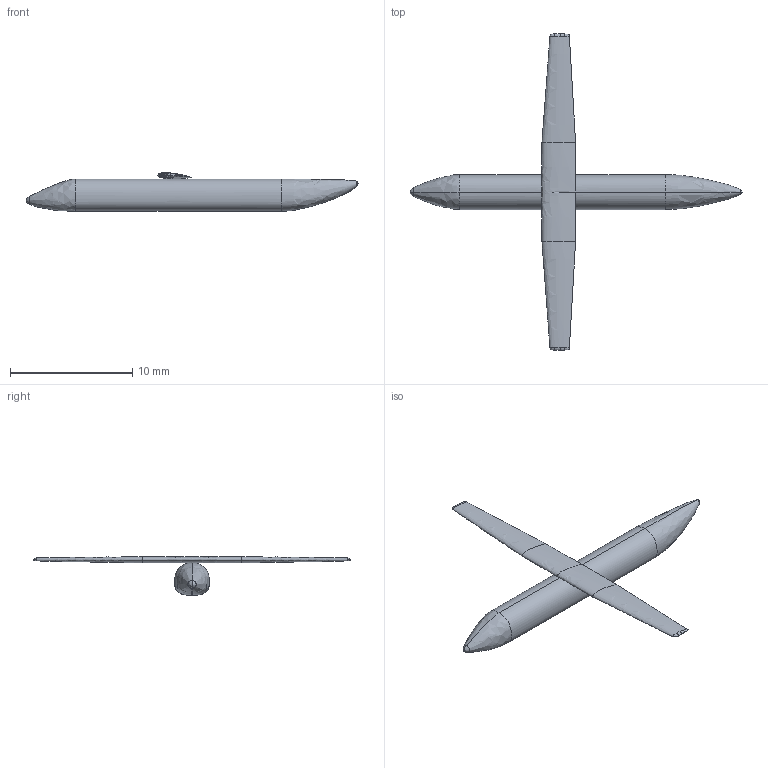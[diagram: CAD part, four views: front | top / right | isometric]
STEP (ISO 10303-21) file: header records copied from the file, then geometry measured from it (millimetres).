
FILE_DESCRIPTION(('Open CASCADE Model'),'2;1');
FILE_NAME('Open CASCADE Shape Model','2018-12-11T17:45:56',('Author'),( 'Open CASCADE'),'Open CASCADE STEP processor 7.0','Open CASCADE 7.0' ,'Unknown');
FILE_SCHEMA(('AUTOMOTIVE_DESIGN { 1 0 10303 214 1 1 1 1 }'));
Length unit declared in the file: millimetre
Products named in the file (7): Open CASCADE STEP translator 7.0 1; Open CASCADE STEP translator 7.0 2; Open CASCADE STEP translator 7.0 3; Open CASCADE STEP translator 7.0 4; Open CASCADE STEP translator 7.0 5; Open CASCADE STEP translator 7.0 6; Open CASCADE STEP translator 7.0 7
Bounding box: 27.17 x 25.92 x 3.18 mm (x, y, z)
Surface area: 470.2 mm2 (no closed solid volume)
Topology: 0 solids, 7 shells, 81 faces, 190 edges, 116 vertices
Faces by surface type: bspline 81
Entity records: 40631 total; most frequent: CARTESIAN_POINT 37850, ORIENTED_EDGE 341, PCURVE 341, DEFINITIONAL_REPRESENTATION 341, B_SPLINE_CURVE_WITH_KNOTS 277, DIRECTION 206, LINE 204, VECTOR 204
